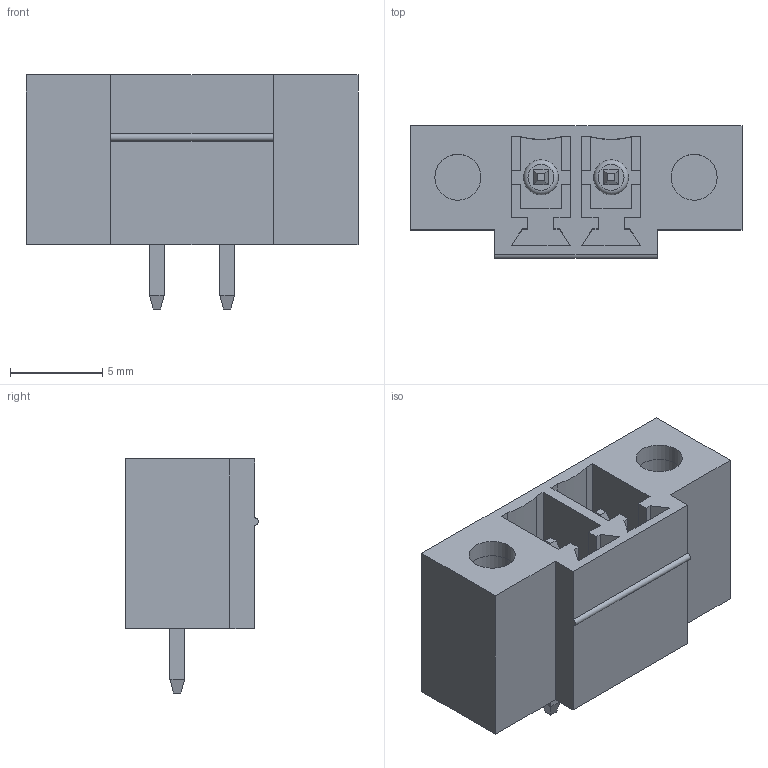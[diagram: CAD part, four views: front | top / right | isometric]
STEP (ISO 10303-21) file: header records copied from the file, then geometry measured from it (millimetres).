
FILE_DESCRIPTION( ( 'Unknown' ), '1' );
FILE_NAME( '691323300002.stp', 'Unknown', ( 'Unknown' ), ( 'Unknown' ), 'PSStep 14.0', 'Unknown', ' ' );
FILE_SCHEMA( ( 'AUTOMOTIVE_DESIGN { 1 0 10303 214 1 1 1 1 }' ) );
Length unit declared in the file: millimetre
Products named in the file (4): Assem1; 691321300002; 6913233000xx_PIN; 6913233000xx_INSERT
Assembly tree (5 placements, depth 2):
  Assem1
    691321300002
    6913233000xx_PIN  x2
    6913233000xx_INSERT  x2
Bounding box: 18.01 x 7.2 x 12.7 mm (x, y, z)
Volume: 673.6 mm3; surface area: 1682.9 mm2
Topology: 5 solids, 5 shells, 166 faces, 431 edges, 281 vertices
Faces by surface type: plane 149, cylinder 11, torus 6
Full cylindrical faces by diameter (mm): 1.9 x2, 2.5 x4
Entity records: 5656 total; most frequent: CARTESIAN_POINT 1002, ORIENTED_EDGE 724, DIRECTION 666, EDGE_CURVE 362, LINE 326, VECTOR 326, VERTEX_POINT 242, AXIS2_PLACEMENT_3D 170
